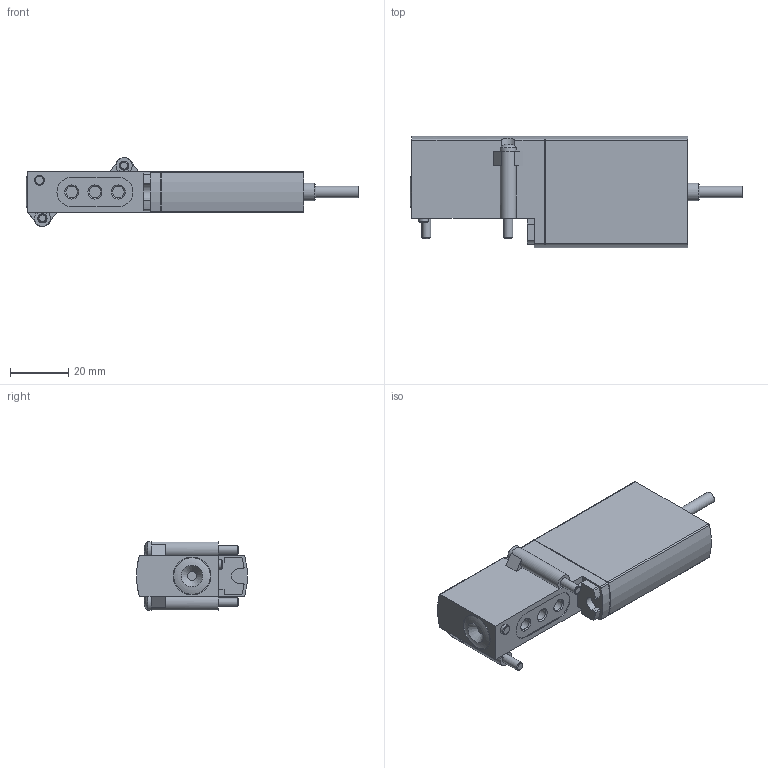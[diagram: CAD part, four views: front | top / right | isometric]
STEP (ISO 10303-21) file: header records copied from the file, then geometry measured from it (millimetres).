
FILE_DESCRIPTION(/* description */ ('STEP AP214'),/* implementation_level */ '2;1');
FILE_NAME(/* name */ '525137_MHA3-MS1H-3_2G-3-K',/* time_stamp */ '2024-09-05T12:45:57+02:00',/* author */ ('License CC BY-ND 4.0'),/* organization */ ('CADENAS'),/* preprocessor_version */ 'ST-DEVELOPER v19.3',/* originating_system */ 'PARTsolutions',/* authorisation */ ' ');
FILE_SCHEMA (('AUTOMOTIVE_DESIGN {1 0 10303 214 3 1 1}'));
Length unit declared in the file: millimetre
Products named in the file (1): 525137 MHA3-MS1H-3/2G-3-K
Bounding box: 113.6 x 38 x 23.6 mm (x, y, z)
Volume: 45034.5 mm3; surface area: 12367.4 mm2
Topology: 1 solids, 2 shells, 137 faces, 337 edges, 218 vertices
Faces by surface type: plane 82, cylinder 44, cone 8, sphere 2, torus 1
Full cylindrical faces by diameter (mm): 3 x2, 3.1 x2, 3.35 x1, 4 x4, 5.6 x2, 6 x1, 12.5 x2, 12.962 x1
Entity records: 4896 total; most frequent: DIRECTION 699, CARTESIAN_POINT 687, ORIENTED_EDGE 618, EDGE_CURVE 309, AXIS2_PLACEMENT_3D 258, VERTEX_POINT 216, LINE 183, VECTOR 183
